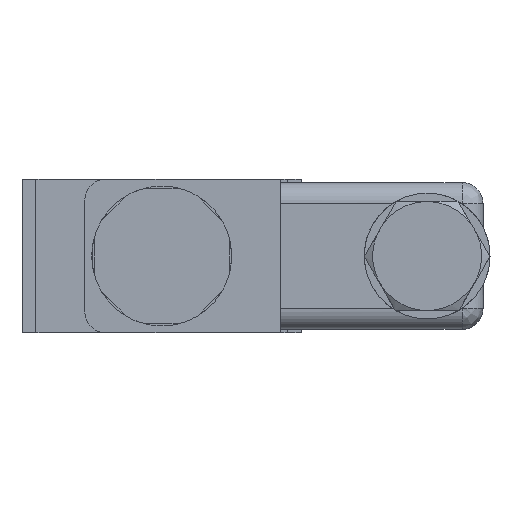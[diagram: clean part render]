
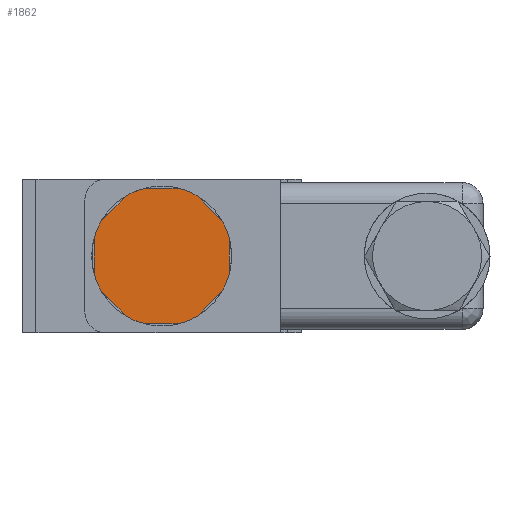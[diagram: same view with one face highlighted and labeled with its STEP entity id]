
A CAD part, left-side view. The second image highlights one B-rep face of the part: STEP entity #1862.
In plain terms, the highlighted planar face has unit normal (-1, 0, 0).
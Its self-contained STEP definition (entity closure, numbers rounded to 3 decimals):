
#181 = AXIS2_PLACEMENT_3D ( 'NONE', #227, #1379, #5092 ) ;
#227 = CARTESIAN_POINT ( 'NONE',  ( -127.7, -23.256, 41.311 ) ) ;
#283 = ORIENTED_EDGE ( 'NONE', *, *, #6382, .T. ) ;
#347 = VECTOR ( 'NONE', #4014, 1000. ) ;
#380 = ORIENTED_EDGE ( 'NONE', *, *, #2090, .T. ) ;
#478 = ORIENTED_EDGE ( 'NONE', *, *, #684, .T. ) ;
#530 = VERTEX_POINT ( 'NONE', #618 ) ;
#586 = CARTESIAN_POINT ( 'NONE',  ( -127.7, -13.574, 43.813 ) ) ;
#604 = CARTESIAN_POINT ( 'NONE',  ( -127.7, -18.18, 49.927 ) ) ;
#618 = CARTESIAN_POINT ( 'NONE',  ( -127.7, -25.759, 50.992 ) ) ;
#620 = CARTESIAN_POINT ( 'NONE',  ( -127.7, -23.256, 41.311 ) ) ;
#684 = EDGE_CURVE ( 'NONE', #1773, #1400, #1286, .T. ) ;
#745 = ORIENTED_EDGE ( 'NONE', *, *, #5431, .T. ) ;
#778 = CARTESIAN_POINT ( 'NONE',  ( -127.7, -32.938, 38.81 ) ) ;
#805 = CARTESIAN_POINT ( 'NONE',  ( -127.7, -31.87, 36.231 ) ) ;
#835 = AXIS2_PLACEMENT_3D ( 'NONE', #2475, #6133, #5073 ) ;
#843 = CIRCLE ( 'NONE', #835, 10. ) ;
#917 = DIRECTION ( 'NONE',  ( 0., 0., -1. ) ) ;
#1033 = VERTEX_POINT ( 'NONE', #586 ) ;
#1063 = VERTEX_POINT ( 'NONE', #1213 ) ;
#1151 = DIRECTION ( 'NONE',  ( -1., 0., 0. ) ) ;
#1192 = VERTEX_POINT ( 'NONE', #6581 ) ;
#1201 = AXIS2_PLACEMENT_3D ( 'NONE', #3786, #5296, #3211 ) ;
#1213 = CARTESIAN_POINT ( 'NONE',  ( -127.7, -18.177, 32.697 ) ) ;
#1232 = CARTESIAN_POINT ( 'NONE',  ( -127.7, -14.641, 36.233 ) ) ;
#1286 = LINE ( 'NONE', #778, #347 ) ;
#1379 = DIRECTION ( 'NONE',  ( -1., 0., 0. ) ) ;
#1400 = VERTEX_POINT ( 'NONE', #5137 ) ;
#1568 = ORIENTED_EDGE ( 'NONE', *, *, #6631, .T. ) ;
#1616 = DIRECTION ( 'NONE',  ( -1., 0., 0. ) ) ;
#1666 = CARTESIAN_POINT ( 'NONE',  ( -127.7, -14.641, 36.233 ) ) ;
#1773 = VERTEX_POINT ( 'NONE', #2172 ) ;
#1807 = EDGE_LOOP ( 'NONE', ( #5960, #2638, #283, #380, #5348, #6101, #478, #1568, #2697, #5688, #2666, #2623, #4910, #6842, #2986, #745 ) ) ;
#1825 = DIRECTION ( 'NONE',  ( 0., 0., -1. ) ) ;
#1850 = EDGE_CURVE ( 'NONE', #6420, #1033, #6326, .T. ) ;
#1862 = ADVANCED_FACE ( 'NONE', ( #5172 ), #4448, .T. ) ;
#1905 = AXIS2_PLACEMENT_3D ( 'NONE', #3570, #4100, #917 ) ;
#1918 = CARTESIAN_POINT ( 'NONE',  ( -127.7, -20.756, 31.628 ) ) ;
#1930 = DIRECTION ( 'NONE',  ( 0., 0.707, 0.707 ) ) ;
#2005 = CARTESIAN_POINT ( 'NONE',  ( -127.7, -31.872, 46.387 ) ) ;
#2018 = CIRCLE ( 'NONE', #1201, 10. ) ;
#2053 = EDGE_CURVE ( 'NONE', #4374, #4248, #4181, .T. ) ;
#2090 = EDGE_CURVE ( 'NONE', #1192, #4374, #4757, .T. ) ;
#2172 = CARTESIAN_POINT ( 'NONE',  ( -127.7, -32.938, 38.81 ) ) ;
#2221 = CARTESIAN_POINT ( 'NONE',  ( -127.7, -13.574, 43.813 ) ) ;
#2250 = VECTOR ( 'NONE', #5056, 1000. ) ;
#2277 = DIRECTION ( 'NONE',  ( 0., 0., -1. ) ) ;
#2311 = DIRECTION ( 'NONE',  ( 0., 0., 1. ) ) ;
#2390 = EDGE_CURVE ( 'NONE', #3692, #1063, #5406, .T. ) ;
#2421 = LINE ( 'NONE', #2221, #6320 ) ;
#2475 = CARTESIAN_POINT ( 'NONE',  ( -127.7, -23.256, 41.311 ) ) ;
#2488 = EDGE_CURVE ( 'NONE', #3047, #530, #843, .T. ) ;
#2611 = EDGE_CURVE ( 'NONE', #1033, #4959, #2421, .T. ) ;
#2623 = ORIENTED_EDGE ( 'NONE', *, *, #3804, .T. ) ;
#2626 = EDGE_CURVE ( 'NONE', #4248, #1773, #4748, .T. ) ;
#2638 = ORIENTED_EDGE ( 'NONE', *, *, #5017, .T. ) ;
#2666 = ORIENTED_EDGE ( 'NONE', *, *, #3332, .T. ) ;
#2697 = ORIENTED_EDGE ( 'NONE', *, *, #4376, .T. ) ;
#2770 = AXIS2_PLACEMENT_3D ( 'NONE', #4894, #1151, #2277 ) ;
#2855 = CIRCLE ( 'NONE', #181, 10. ) ;
#2911 = CARTESIAN_POINT ( 'NONE',  ( -127.7, -32.939, 31.628 ) ) ;
#2986 = ORIENTED_EDGE ( 'NONE', *, *, #2611, .T. ) ;
#3032 = VECTOR ( 'NONE', #6499, 1000. ) ;
#3047 = VERTEX_POINT ( 'NONE', #5890 ) ;
#3049 = CARTESIAN_POINT ( 'NONE',  ( -127.7, -18.18, 49.927 ) ) ;
#3211 = DIRECTION ( 'NONE',  ( 0., 0., -1. ) ) ;
#3332 = EDGE_CURVE ( 'NONE', #530, #3506, #4538, .T. ) ;
#3390 = AXIS2_PLACEMENT_3D ( 'NONE', #4299, #1616, #3779 ) ;
#3449 = CIRCLE ( 'NONE', #1905, 10. ) ;
#3506 = VERTEX_POINT ( 'NONE', #3895 ) ;
#3538 = CIRCLE ( 'NONE', #2770, 10. ) ;
#3570 = CARTESIAN_POINT ( 'NONE',  ( -127.7, -23.256, 41.311 ) ) ;
#3668 = CARTESIAN_POINT ( 'NONE',  ( -127.7, -31.872, 46.387 ) ) ;
#3692 = VERTEX_POINT ( 'NONE', #1666 ) ;
#3779 = DIRECTION ( 'NONE',  ( 0., 0., -1. ) ) ;
#3780 = AXIS2_PLACEMENT_3D ( 'NONE', #4964, #4939, #1825 ) ;
#3786 = CARTESIAN_POINT ( 'NONE',  ( -127.7, -23.256, 41.311 ) ) ;
#3804 = EDGE_CURVE ( 'NONE', #3506, #4425, #3538, .T. ) ;
#3825 = DIRECTION ( 'NONE',  ( 0., 0., -1. ) ) ;
#3852 = DIRECTION ( 'NONE',  ( -1., 0., 0. ) ) ;
#3862 = VECTOR ( 'NONE', #1930, 1000. ) ;
#3895 = CARTESIAN_POINT ( 'NONE',  ( -127.7, -20.759, 50.994 ) ) ;
#4014 = DIRECTION ( 'NONE',  ( 0., 0., 1. ) ) ;
#4100 = DIRECTION ( 'NONE',  ( -1., 0., 0. ) ) ;
#4181 = LINE ( 'NONE', #5107, #2250 ) ;
#4248 = VERTEX_POINT ( 'NONE', #805 ) ;
#4299 = CARTESIAN_POINT ( 'NONE',  ( -127.7, -23.256, 41.311 ) ) ;
#4374 = VERTEX_POINT ( 'NONE', #5702 ) ;
#4376 = EDGE_CURVE ( 'NONE', #6491, #3047, #6434, .T. ) ;
#4425 = VERTEX_POINT ( 'NONE', #3049 ) ;
#4436 = LINE ( 'NONE', #604, #3032 ) ;
#4448 = PLANE ( 'NONE',  #5900 ) ;
#4489 = DIRECTION ( 'NONE',  ( -1., 0., 0. ) ) ;
#4535 = DIRECTION ( 'NONE',  ( 0., -1., 0. ) ) ;
#4538 = LINE ( 'NONE', #6788, #6192 ) ;
#4706 = EDGE_CURVE ( 'NONE', #4425, #6420, #4436, .T. ) ;
#4731 = DIRECTION ( 'NONE',  ( 0., 1., 0. ) ) ;
#4748 = CIRCLE ( 'NONE', #6222, 10. ) ;
#4757 = CIRCLE ( 'NONE', #3390, 10. ) ;
#4894 = CARTESIAN_POINT ( 'NONE',  ( -127.7, -23.256, 41.311 ) ) ;
#4910 = ORIENTED_EDGE ( 'NONE', *, *, #4706, .T. ) ;
#4939 = DIRECTION ( 'NONE',  ( -1., 0., 0. ) ) ;
#4942 = DIRECTION ( 'NONE',  ( 0., 0., -1. ) ) ;
#4959 = VERTEX_POINT ( 'NONE', #6228 ) ;
#4964 = CARTESIAN_POINT ( 'NONE',  ( -127.7, -23.256, 41.311 ) ) ;
#5017 = EDGE_CURVE ( 'NONE', #1063, #5804, #3449, .T. ) ;
#5056 = DIRECTION ( 'NONE',  ( 0., -0.707, 0.707 ) ) ;
#5073 = DIRECTION ( 'NONE',  ( 0., 0., -1. ) ) ;
#5092 = DIRECTION ( 'NONE',  ( 0., 0., -1. ) ) ;
#5107 = CARTESIAN_POINT ( 'NONE',  ( -127.7, -28.335, 32.696 ) ) ;
#5117 = CARTESIAN_POINT ( 'NONE',  ( -127.7, -14.643, 46.392 ) ) ;
#5137 = CARTESIAN_POINT ( 'NONE',  ( -127.7, -32.939, 43.809 ) ) ;
#5165 = VECTOR ( 'NONE', #6059, 1000. ) ;
#5172 = FACE_OUTER_BOUND ( 'NONE', #1807, .T. ) ;
#5296 = DIRECTION ( 'NONE',  ( -1., 0., 0. ) ) ;
#5348 = ORIENTED_EDGE ( 'NONE', *, *, #2053, .T. ) ;
#5406 = LINE ( 'NONE', #1232, #5165 ) ;
#5431 = EDGE_CURVE ( 'NONE', #4959, #3692, #2855, .T. ) ;
#5688 = ORIENTED_EDGE ( 'NONE', *, *, #2488, .T. ) ;
#5702 = CARTESIAN_POINT ( 'NONE',  ( -127.7, -28.335, 32.696 ) ) ;
#5804 = VERTEX_POINT ( 'NONE', #1918 ) ;
#5890 = CARTESIAN_POINT ( 'NONE',  ( -127.7, -28.338, 49.924 ) ) ;
#5900 = AXIS2_PLACEMENT_3D ( 'NONE', #2911, #4489, #2311 ) ;
#5902 = VECTOR ( 'NONE', #4535, 1000. ) ;
#5960 = ORIENTED_EDGE ( 'NONE', *, *, #2390, .T. ) ;
#6059 = DIRECTION ( 'NONE',  ( 0., -0.707, -0.707 ) ) ;
#6068 = LINE ( 'NONE', #6720, #5902 ) ;
#6101 = ORIENTED_EDGE ( 'NONE', *, *, #2626, .T. ) ;
#6133 = DIRECTION ( 'NONE',  ( -1., 0., 0. ) ) ;
#6192 = VECTOR ( 'NONE', #4731, 1000. ) ;
#6222 = AXIS2_PLACEMENT_3D ( 'NONE', #620, #3852, #4942 ) ;
#6228 = CARTESIAN_POINT ( 'NONE',  ( -127.7, -13.573, 38.812 ) ) ;
#6320 = VECTOR ( 'NONE', #3825, 1000. ) ;
#6326 = CIRCLE ( 'NONE', #3780, 10. ) ;
#6382 = EDGE_CURVE ( 'NONE', #5804, #1192, #6068, .T. ) ;
#6420 = VERTEX_POINT ( 'NONE', #5117 ) ;
#6434 = LINE ( 'NONE', #2005, #3862 ) ;
#6491 = VERTEX_POINT ( 'NONE', #3668 ) ;
#6499 = DIRECTION ( 'NONE',  ( 0., 0.707, -0.707 ) ) ;
#6581 = CARTESIAN_POINT ( 'NONE',  ( -127.7, -25.756, 31.628 ) ) ;
#6631 = EDGE_CURVE ( 'NONE', #1400, #6491, #2018, .T. ) ;
#6720 = CARTESIAN_POINT ( 'NONE',  ( -127.7, -23.256, 31.628 ) ) ;
#6788 = CARTESIAN_POINT ( 'NONE',  ( -127.7, -23.259, 50.993 ) ) ;
#6842 = ORIENTED_EDGE ( 'NONE', *, *, #1850, .T. ) ;
